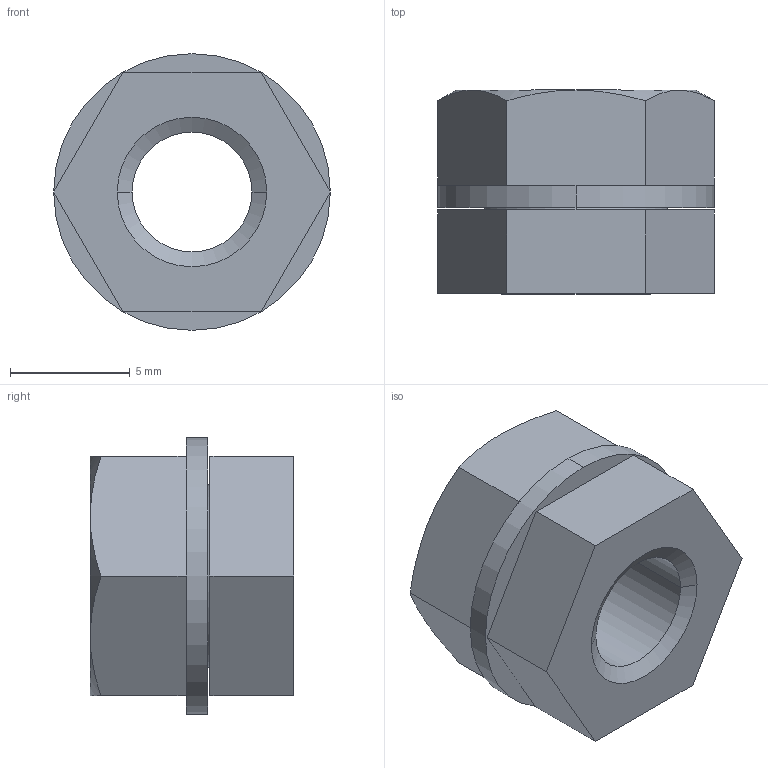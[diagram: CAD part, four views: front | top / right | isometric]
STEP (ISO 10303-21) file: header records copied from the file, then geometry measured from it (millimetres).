
FILE_DESCRIPTION((''),'2;1');
FILE_NAME('0RRIM006_____0','2019-10-29T15:49:51',('kim.bk'),(''),'CREO PARAMETRIC BY PTC INC, 2019010','CREO PARAMETRIC BY PTC INC, 2019010','');
FILE_SCHEMA(('CONFIG_CONTROL_DESIGN'));
Length unit declared in the file: millimetre
Products named in the file (1): 0RRIM006_____0
Bounding box: 11.55 x 8.5 x 11.55 mm (x, y, z)
Volume: 571.1 mm3; surface area: 851.9 mm2
Topology: 2 solids, 2 shells, 309 faces, 842 edges, 554 vertices
Faces by surface type: plane 289, cone 14, cylinder 6
Entity records: 9654 total; most frequent: CARTESIAN_POINT 1783, ORIENTED_EDGE 1684, DIRECTION 1484, EDGE_CURVE 842, VECTOR 794, LINE 794, VERTEX_POINT 554, AXIS2_PLACEMENT_3D 345
